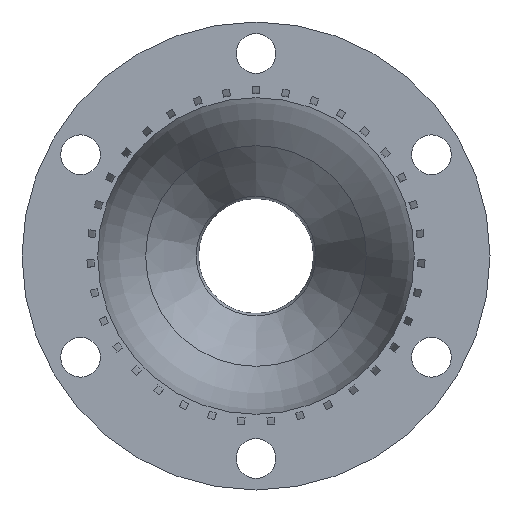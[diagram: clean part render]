
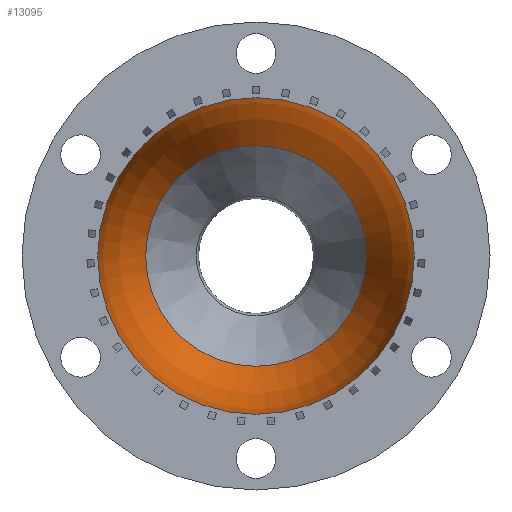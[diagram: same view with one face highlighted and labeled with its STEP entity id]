
A CAD part, left-side view. The second image highlights one B-rep face of the part: STEP entity #13095.
In plain terms, the highlighted toroidal (fillet/blend) face has major radius 76.7 mm and minor radius 110.53 mm.
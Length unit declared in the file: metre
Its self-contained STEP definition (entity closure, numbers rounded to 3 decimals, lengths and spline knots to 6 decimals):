
#1888=DEGENERATE_TOROIDAL_SURFACE('',#13897,0.0767,0.11053,.F.);
#2922=ORIENTED_EDGE('',*,*,#7138,.T.);
#2923=ORIENTED_EDGE('',*,*,#7140,.F.);
#7138=EDGE_CURVE('',#9247,#9247,#10637,.T.);
#7140=EDGE_CURVE('',#9249,#9249,#10639,.T.);
#9247=VERTEX_POINT('',#18270);
#9249=VERTEX_POINT('',#18275);
#10637=CIRCLE('',#13895,0.03383);
#10639=CIRCLE('',#13898,0.023564);
#11144=EDGE_LOOP('',(#2922));
#11145=EDGE_LOOP('',(#2923));
#11995=FACE_BOUND('',#11144,.T.);
#11996=FACE_BOUND('',#11145,.T.);
#13095=ADVANCED_FACE('',(#11995,#11996),#1888,.T.);
#13895=AXIS2_PLACEMENT_3D('',#18269,#15086,#15087);
#13897=AXIS2_PLACEMENT_3D('',#18273,#15090,#15091);
#13898=AXIS2_PLACEMENT_3D('',#18274,#15092,#15093);
#15086=DIRECTION('',(-1.,0.,0.));
#15087=DIRECTION('',(0.,0.,1.));
#15090=DIRECTION('',(-1.,0.,0.));
#15091=DIRECTION('',(0.,0.,1.));
#15092=DIRECTION('',(-1.,0.,0.));
#15093=DIRECTION('',(0.,0.,1.));
#18269=CARTESIAN_POINT('',(0.07846,0.,0.));
#18270=CARTESIAN_POINT('',(0.07846,0.,0.03383));
#18273=CARTESIAN_POINT('',(0.07846,0.,0.));
#18274=CARTESIAN_POINT('',(0.12498,0.,0.));
#18275=CARTESIAN_POINT('',(0.12498,0.,0.023564));
